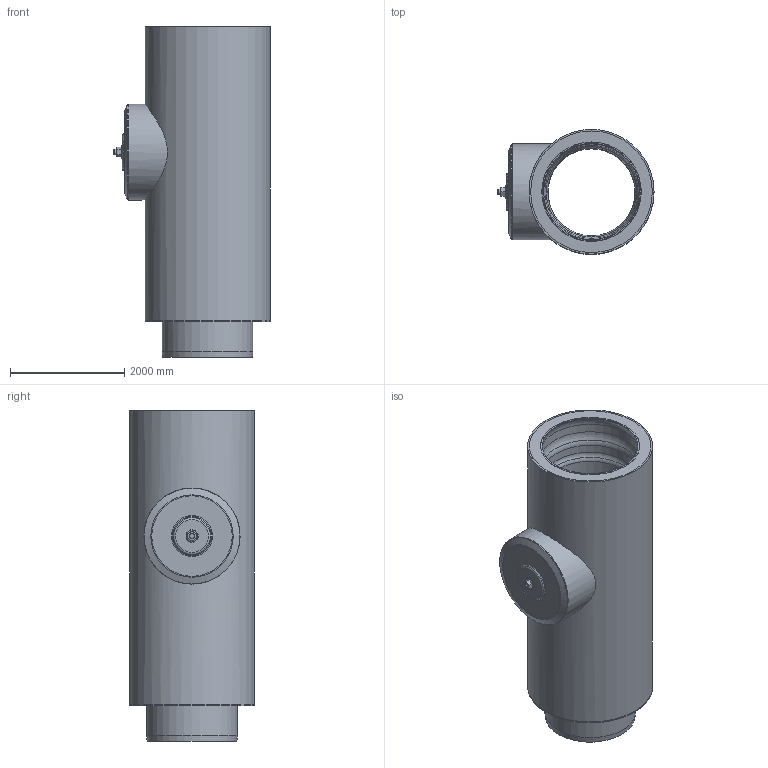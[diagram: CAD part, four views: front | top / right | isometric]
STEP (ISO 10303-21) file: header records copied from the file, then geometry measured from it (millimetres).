
FILE_DESCRIPTION(/* description */ (''),/* implementation_level */ '2;1');
FILE_NAME(/* name */ '58054.150X_3D.stp',/* time_stamp */ '2024-12-12T09:48:29+01:00',/* author */ ('CAD'),/* organization */ (''),/* preprocessor_version */ 'ST-DEVELOPER v20',/* originating_system */ 'AutoCAD Mechanical',/* authorisation */ '');
FILE_SCHEMA (('AUTOMOTIVE_DESIGN { 1 0 10303 214 3 1 1 }'));
Length unit declared in the file: centimetre
Products named in the file (2): Product; *S0
Assembly tree (1 placements, depth 2):
  Product
    *S0
Bounding box: 2733.86 x 2190 x 5800 mm (x, y, z)
Volume: 9440089353.7 mm3; surface area: 219177361.3 mm2
Topology: 13 solids, 13 shells, 166 faces, 361 edges, 233 vertices
Faces by surface type: plane 44, torus 40, cylinder 39, cone 37, bspline 6
Full cylindrical faces by diameter (mm): 100 x2, 140 x1, 1260 x1, 1280 x2, 1330 x2, 1470 x1, 1520 x3, 1540 x1, 1590 x3, 1623 x3, 1625 x1, 1640 x1, 1683 x1, 1690 x2, 1760 x1, 1810 x3, 2038 x1, 2040 x2, 2132 x4, 2190 x2
Entity records: 6025 total; most frequent: CARTESIAN_POINT 2181, DIRECTION 876, ORIENTED_EDGE 722, AXIS2_PLACEMENT_3D 400, EDGE_CURVE 361, CIRCLE 237, VERTEX_POINT 233, EDGE_LOOP 208
